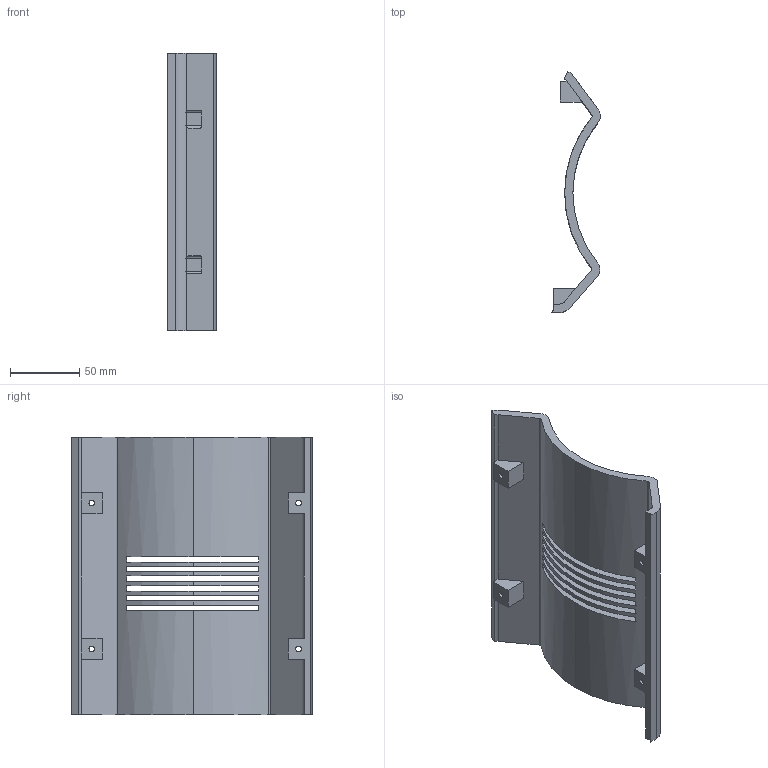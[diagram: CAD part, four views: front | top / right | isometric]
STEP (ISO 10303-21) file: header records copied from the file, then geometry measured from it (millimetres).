
FILE_DESCRIPTION (( 'STEP AP203' ), '1' );
FILE_NAME ('Right cover.STEP', '2026-01-11T20:13:52', ( '' ), ( '' ), 'SwSTEP 2.0', 'SolidWorks 2024', '' );
FILE_SCHEMA (( 'CONFIG_CONTROL_DESIGN' ));
Length unit declared in the file: millimetre
Products named in the file (1): Right cover
Bounding box: 35.07 x 173.61 x 200 mm (x, y, z)
Volume: 221513.3 mm3; surface area: 92395.6 mm2
Topology: 1 solids, 1 shells, 143 faces, 419 edges, 258 vertices
Faces by surface type: plane 72, cylinder 55, sphere 16
Entity records: 4692 total; most frequent: CARTESIAN_POINT 841, DIRECTION 817, ORIENTED_EDGE 798, EDGE_CURVE 399, AXIS2_PLACEMENT_3D 290, VERTEX_POINT 250, VECTOR 237, LINE 237
